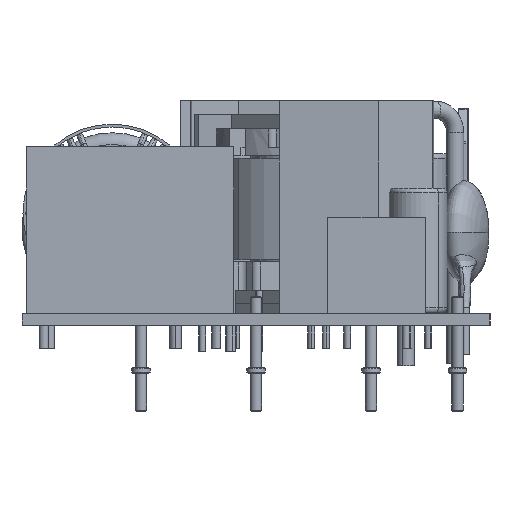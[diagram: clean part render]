
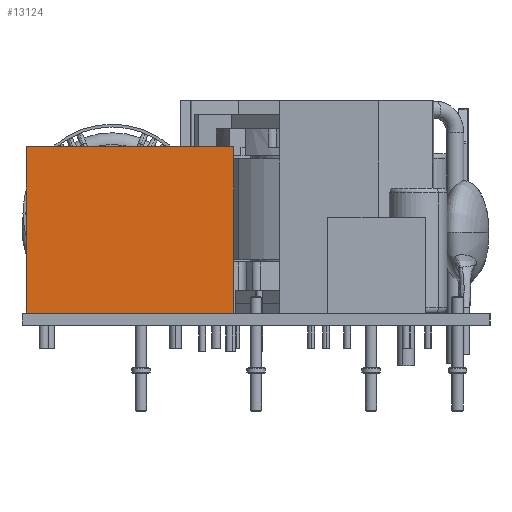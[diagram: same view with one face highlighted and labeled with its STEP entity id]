
A CAD part, left-side view. The second image highlights one B-rep face of the part: STEP entity #13124.
In plain terms, the highlighted face is planar.
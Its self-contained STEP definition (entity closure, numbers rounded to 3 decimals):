
#12944=DIRECTION('',(-1.,0.,0.));
#12945=VECTOR('',#12944,18.);
#12946=CARTESIAN_POINT('',(9.,0.,-4.25));
#12947=LINE('',#12946,#12945);
#12968=DIRECTION('',(0.,1.,0.));
#12969=VECTOR('',#12968,14.5);
#12970=CARTESIAN_POINT('',(-9.,0.,-4.25));
#12971=LINE('',#12970,#12969);
#12972=DIRECTION('',(0.,1.,0.));
#12973=VECTOR('',#12972,14.5);
#12974=CARTESIAN_POINT('',(9.,0.,-4.25));
#12975=LINE('',#12974,#12973);
#12988=DIRECTION('',(-1.,0.,0.));
#12989=VECTOR('',#12988,18.);
#12990=CARTESIAN_POINT('',(9.,14.5,-4.25));
#12991=LINE('',#12990,#12989);
#13036=CARTESIAN_POINT('',(-9.,0.,-4.25));
#13038=VERTEX_POINT('',#13036);
#13042=CARTESIAN_POINT('',(9.,0.,-4.25));
#13043=VERTEX_POINT('',#13042);
#13044=CARTESIAN_POINT('',(-9.,14.5,-4.25));
#13046=VERTEX_POINT('',#13044);
#13050=CARTESIAN_POINT('',(9.,14.5,-4.25));
#13051=VERTEX_POINT('',#13050);
#13111=CARTESIAN_POINT('',(9.,0.,-4.25));
#13112=DIRECTION('',(0.,0.,-1.));
#13113=DIRECTION('',(-1.,0.,0.));
#13114=AXIS2_PLACEMENT_3D('',#13111,#13112,#13113);
#13115=PLANE('',#13114);
#13116=ORIENTED_EDGE('',*,*,#13079,.F.);
#13118=ORIENTED_EDGE('',*,*,#13117,.T.);
#13120=ORIENTED_EDGE('',*,*,#13119,.T.);
#13121=ORIENTED_EDGE('',*,*,#13102,.F.);
#13122=EDGE_LOOP('',(#13116,#13118,#13120,#13121));
#13123=FACE_OUTER_BOUND('',#13122,.F.);
#13124=ADVANCED_FACE('',(#13123),#13115,.T.);
#13079=EDGE_CURVE('',#13043,#13038,#12947,.T.);
#13102=EDGE_CURVE('',#13038,#13046,#12971,.T.);
#13117=EDGE_CURVE('',#13043,#13051,#12975,.T.);
#13119=EDGE_CURVE('',#13051,#13046,#12991,.T.);
